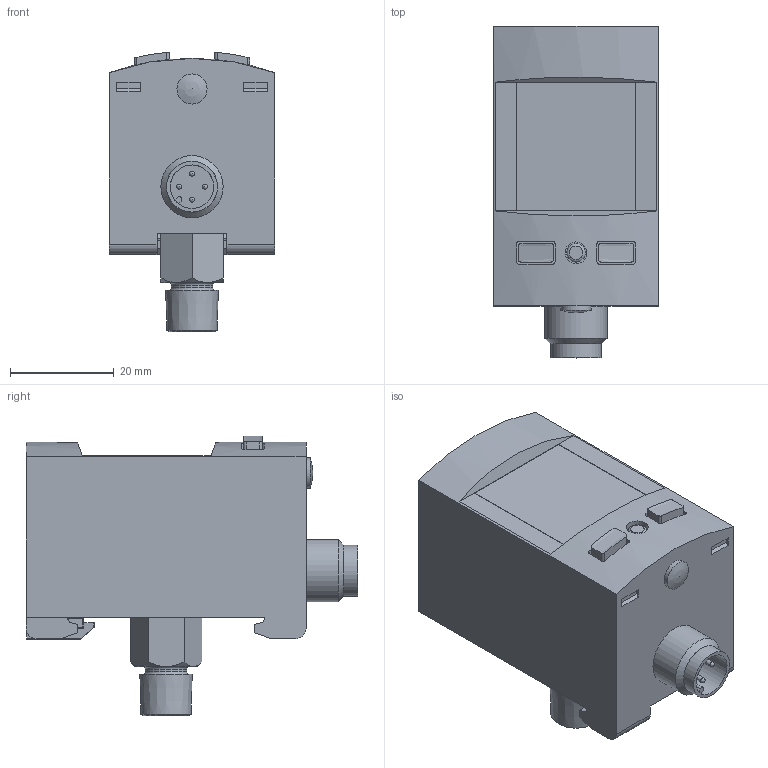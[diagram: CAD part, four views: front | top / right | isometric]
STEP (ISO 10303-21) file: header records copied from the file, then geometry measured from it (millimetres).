
FILE_DESCRIPTION(/* description */ ('STEP AP214'),/* implementation_level */ '2;1');
FILE_NAME(/* name */ '8001205_SPAU-P10R-T-N18M-L-PNLK-PNVBA-M12D',/* time_stamp */ '2024-09-15T11:38:34+02:00',/* author */ ('License CC BY-ND 4.0'),/* organization */ ('CADENAS'),/* preprocessor_version */ 'ST-DEVELOPER v19.3',/* originating_system */ 'PARTsolutions',/* authorisation */ ' ');
FILE_SCHEMA (('AUTOMOTIVE_DESIGN {1 0 10303 214 3 1 1}'));
Length unit declared in the file: millimetre
Products named in the file (3): 8001205 SPAU-P10R-T-N18M-L-PNLK-PNVBA-M12D; 8001200 SPAU-B2TN18M-LLKAM12DN18M12-p; 1345605 SPAU
Assembly tree (2 placements, depth 2):
  8001205 SPAU-P10R-T-N18M-L-PNLK-PNVBA-M12D
    8001200 SPAU-B2TN18M-LLKAM12DN18M12-p
    1345605 SPAU
Bounding box: 32 x 64 x 53.95 mm (x, y, z)
Volume: 58888.8 mm3; surface area: 12229.6 mm2
Topology: 2 solids, 2 shells, 208 faces, 524 edges, 344 vertices
Faces by surface type: plane 124, cylinder 64, cone 12, sphere 5, torus 3
Full cylindrical faces by diameter (mm): 1 x4, 1.35 x1, 1.5 x1, 2.459 x2, 3 x2, 3.6 x1, 4.134 x1, 4.2 x1, 5.8 x1, 8 x1, 8.4 x1, 9.8 x1, 12 x1
Entity records: 7179 total; most frequent: CARTESIAN_POINT 1111, DIRECTION 1002, ORIENTED_EDGE 950, EDGE_CURVE 475, AXIS2_PLACEMENT_3D 345, VERTEX_POINT 327, LINE 312, VECTOR 312
